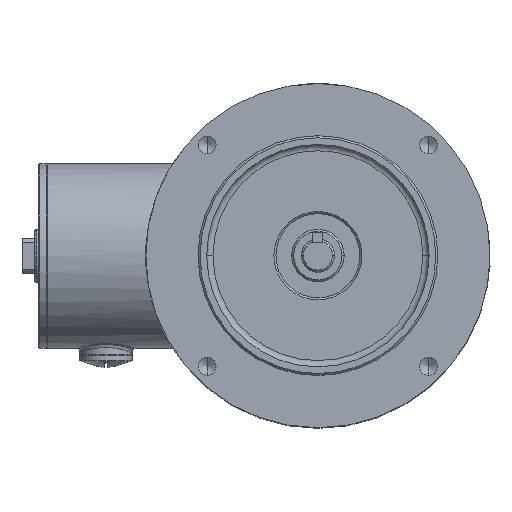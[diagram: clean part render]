
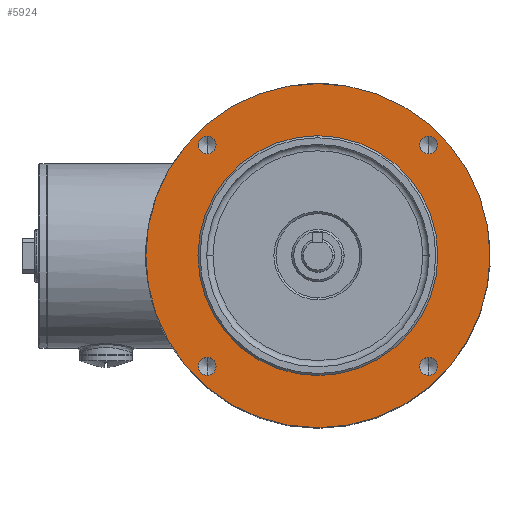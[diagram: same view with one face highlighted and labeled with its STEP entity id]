
A CAD part, top view. The second image highlights one B-rep face of the part: STEP entity #5924.
In plain terms, the highlighted planar face has unit normal (0, 0, 1).
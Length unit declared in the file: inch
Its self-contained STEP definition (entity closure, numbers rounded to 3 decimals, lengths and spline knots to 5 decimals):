
#236 = DIRECTION ( 'NONE',  ( 0., 1., 0. ) ) ;
#348 = DIRECTION ( 'NONE',  ( 0., 1., 0. ) ) ;
#741 = CIRCLE ( 'NONE', #10215, 2.25 ) ;
#1033 = DIRECTION ( 'NONE',  ( 0., 0., 1. ) ) ;
#1238 = EDGE_CURVE ( 'NONE', #10141, #9554, #25860, .T. ) ;
#1737 = EDGE_CURVE ( 'NONE', #21152, #4292, #741, .T. ) ;
#1982 = CARTESIAN_POINT ( 'NONE',  ( 2.07678, 2.2441, 0. ) ) ;
#2142 = DIRECTION ( 'NONE',  ( 0., 0., 1. ) ) ;
#2223 = EDGE_CURVE ( 'NONE', #4292, #21152, #16363, .T. ) ;
#2407 = AXIS2_PLACEMENT_3D ( 'NONE', #25765, #3223, #7286 ) ;
#2725 = CARTESIAN_POINT ( 'NONE',  ( 2.07678, 1.90946, 0. ) ) ;
#3175 = FACE_BOUND ( 'NONE', #15970, .T. ) ;
#3223 = DIRECTION ( 'NONE',  ( 0., 0., 1. ) ) ;
#3424 = CARTESIAN_POINT ( 'NONE',  ( 0., -2.25, 0. ) ) ;
#3720 = FACE_BOUND ( 'NONE', #21762, .T. ) ;
#4292 = VERTEX_POINT ( 'NONE', #3424 ) ;
#4961 = ORIENTED_EDGE ( 'NONE', *, *, #2223, .F. ) ;
#5122 = DIRECTION ( 'NONE',  ( 0., 1., 0. ) ) ;
#5455 = EDGE_LOOP ( 'NONE', ( #18952, #17903 ) ) ;
#5484 = FACE_OUTER_BOUND ( 'NONE', #8185, .T. ) ;
#5551 = CARTESIAN_POINT ( 'NONE',  ( -2.07678, -2.07678, 0. ) ) ;
#5620 = FACE_BOUND ( 'NONE', #6584, .T. ) ;
#5924 = ADVANCED_FACE ( 'NONE', ( #3720, #22063, #5620, #3175, #24092, #5484 ), #23956, .F. ) ;
#6111 = CIRCLE ( 'NONE', #21285, 0.16732 ) ;
#6371 = ORIENTED_EDGE ( 'NONE', *, *, #12840, .F. ) ;
#6403 = DIRECTION ( 'NONE',  ( 0., 0., 1. ) ) ;
#6430 = ORIENTED_EDGE ( 'NONE', *, *, #1238, .F. ) ;
#6497 = EDGE_CURVE ( 'NONE', #10786, #13662, #20331, .T. ) ;
#6532 = CARTESIAN_POINT ( 'NONE',  ( 2.07678, -2.07678, 0. ) ) ;
#6556 = CARTESIAN_POINT ( 'NONE',  ( -2.07678, 2.07678, 0. ) ) ;
#6584 = EDGE_LOOP ( 'NONE', ( #22029, #11663 ) ) ;
#6622 = DIRECTION ( 'NONE',  ( 0., 1., 0. ) ) ;
#6724 = CIRCLE ( 'NONE', #21902, 0.16732 ) ;
#7026 = CARTESIAN_POINT ( 'NONE',  ( 0., 3.22835, 0. ) ) ;
#7153 = EDGE_CURVE ( 'NONE', #19374, #25543, #12548, .T. ) ;
#7202 = CARTESIAN_POINT ( 'NONE',  ( -2.07678, 2.07678, 0. ) ) ;
#7279 = CARTESIAN_POINT ( 'NONE',  ( -2.07678, -2.07678, 0. ) ) ;
#7286 = DIRECTION ( 'NONE',  ( 0., 1., 0. ) ) ;
#7509 = DIRECTION ( 'NONE',  ( 0., 0., -1. ) ) ;
#8170 = CARTESIAN_POINT ( 'NONE',  ( -2.07678, -1.90946, 0. ) ) ;
#8185 = EDGE_LOOP ( 'NONE', ( #6430, #8579 ) ) ;
#8219 = ORIENTED_EDGE ( 'NONE', *, *, #16043, .F. ) ;
#8579 = ORIENTED_EDGE ( 'NONE', *, *, #23154, .F. ) ;
#8908 = AXIS2_PLACEMENT_3D ( 'NONE', #24565, #17911, #11140 ) ;
#9371 = EDGE_CURVE ( 'NONE', #22752, #17567, #9563, .T. ) ;
#9434 = CARTESIAN_POINT ( 'NONE',  ( 0., -3.22835, 0. ) ) ;
#9554 = VERTEX_POINT ( 'NONE', #9434 ) ;
#9563 = CIRCLE ( 'NONE', #22162, 0.16732 ) ;
#9596 = CIRCLE ( 'NONE', #13069, 0.16732 ) ;
#10141 = VERTEX_POINT ( 'NONE', #7026 ) ;
#10215 = AXIS2_PLACEMENT_3D ( 'NONE', #24461, #15775, #19714 ) ;
#10786 = VERTEX_POINT ( 'NONE', #25717 ) ;
#11045 = CIRCLE ( 'NONE', #26238, 0.16732 ) ;
#11140 = DIRECTION ( 'NONE',  ( 0., 1., 0. ) ) ;
#11482 = DIRECTION ( 'NONE',  ( 0., 1., 0. ) ) ;
#11614 = EDGE_CURVE ( 'NONE', #13362, #17234, #6111, .T. ) ;
#11663 = ORIENTED_EDGE ( 'NONE', *, *, #9371, .F. ) ;
#12548 = CIRCLE ( 'NONE', #26872, 0.16732 ) ;
#12797 = CIRCLE ( 'NONE', #2407, 0.16732 ) ;
#12840 = EDGE_CURVE ( 'NONE', #17234, #13362, #9596, .T. ) ;
#13069 = AXIS2_PLACEMENT_3D ( 'NONE', #7279, #25509, #11482 ) ;
#13362 = VERTEX_POINT ( 'NONE', #8170 ) ;
#13483 = DIRECTION ( 'NONE',  ( 0., 0., -1. ) ) ;
#13524 = CARTESIAN_POINT ( 'NONE',  ( 2.07678, -2.2441, 0. ) ) ;
#13662 = VERTEX_POINT ( 'NONE', #17259 ) ;
#13993 = DIRECTION ( 'NONE',  ( 0., 0., 1. ) ) ;
#14610 = CARTESIAN_POINT ( 'NONE',  ( 2.07678, -1.90946, 0. ) ) ;
#15101 = AXIS2_PLACEMENT_3D ( 'NONE', #26406, #13483, #18260 ) ;
#15775 = DIRECTION ( 'NONE',  ( 0., 0., 1. ) ) ;
#15883 = CARTESIAN_POINT ( 'NONE',  ( 0., 2.25, 0. ) ) ;
#15970 = EDGE_LOOP ( 'NONE', ( #16842, #8219 ) ) ;
#16043 = EDGE_CURVE ( 'NONE', #13662, #10786, #6724, .T. ) ;
#16333 = CARTESIAN_POINT ( 'NONE',  ( -2.07678, -2.2441, 0. ) ) ;
#16363 = CIRCLE ( 'NONE', #8908, 2.25 ) ;
#16799 = DIRECTION ( 'NONE',  ( 0., 1., 0. ) ) ;
#16842 = ORIENTED_EDGE ( 'NONE', *, *, #6497, .F. ) ;
#16962 = CARTESIAN_POINT ( 'NONE',  ( 0., 0., 0. ) ) ;
#17234 = VERTEX_POINT ( 'NONE', #16333 ) ;
#17259 = CARTESIAN_POINT ( 'NONE',  ( -2.07678, 1.90946, 0. ) ) ;
#17567 = VERTEX_POINT ( 'NONE', #1982 ) ;
#17903 = ORIENTED_EDGE ( 'NONE', *, *, #23880, .F. ) ;
#17911 = DIRECTION ( 'NONE',  ( 0., 0., 1. ) ) ;
#18061 = ORIENTED_EDGE ( 'NONE', *, *, #1737, .F. ) ;
#18260 = DIRECTION ( 'NONE',  ( 0., -1., 0. ) ) ;
#18403 = DIRECTION ( 'NONE',  ( 0., 0., 1. ) ) ;
#18952 = ORIENTED_EDGE ( 'NONE', *, *, #7153, .F. ) ;
#19374 = VERTEX_POINT ( 'NONE', #14610 ) ;
#19629 = CARTESIAN_POINT ( 'NONE',  ( 2.07678, 2.07678, 0. ) ) ;
#19714 = DIRECTION ( 'NONE',  ( 0., 1., 0. ) ) ;
#20194 = EDGE_LOOP ( 'NONE', ( #18061, #4961 ) ) ;
#20331 = CIRCLE ( 'NONE', #26858, 0.16732 ) ;
#20901 = ORIENTED_EDGE ( 'NONE', *, *, #11614, .F. ) ;
#21026 = AXIS2_PLACEMENT_3D ( 'NONE', #16962, #25240, #6622 ) ;
#21152 = VERTEX_POINT ( 'NONE', #15883 ) ;
#21285 = AXIS2_PLACEMENT_3D ( 'NONE', #5551, #2142, #236 ) ;
#21762 = EDGE_LOOP ( 'NONE', ( #20901, #6371 ) ) ;
#21902 = AXIS2_PLACEMENT_3D ( 'NONE', #6556, #18403, #348 ) ;
#21919 = CARTESIAN_POINT ( 'NONE',  ( 0., 0., 0. ) ) ;
#22029 = ORIENTED_EDGE ( 'NONE', *, *, #23285, .F. ) ;
#22063 = FACE_BOUND ( 'NONE', #5455, .T. ) ;
#22162 = AXIS2_PLACEMENT_3D ( 'NONE', #19629, #1033, #25618 ) ;
#22752 = VERTEX_POINT ( 'NONE', #2725 ) ;
#23154 = EDGE_CURVE ( 'NONE', #9554, #10141, #24041, .T. ) ;
#23285 = EDGE_CURVE ( 'NONE', #17567, #22752, #12797, .T. ) ;
#23313 = DIRECTION ( 'NONE',  ( 0., 0., 1. ) ) ;
#23880 = EDGE_CURVE ( 'NONE', #25543, #19374, #11045, .T. ) ;
#23956 = PLANE ( 'NONE',  #15101 ) ;
#23959 = DIRECTION ( 'NONE',  ( 0., 1., 0. ) ) ;
#24041 = CIRCLE ( 'NONE', #21026, 3.22835 ) ;
#24092 = FACE_BOUND ( 'NONE', #20194, .T. ) ;
#24461 = CARTESIAN_POINT ( 'NONE',  ( 0., 0., 0. ) ) ;
#24565 = CARTESIAN_POINT ( 'NONE',  ( 0., 0., 0. ) ) ;
#25206 = CARTESIAN_POINT ( 'NONE',  ( 2.07678, -2.07678, 0. ) ) ;
#25240 = DIRECTION ( 'NONE',  ( 0., 0., -1. ) ) ;
#25442 = AXIS2_PLACEMENT_3D ( 'NONE', #21919, #7509, #23959 ) ;
#25509 = DIRECTION ( 'NONE',  ( 0., 0., 1. ) ) ;
#25543 = VERTEX_POINT ( 'NONE', #13524 ) ;
#25618 = DIRECTION ( 'NONE',  ( 0., 1., 0. ) ) ;
#25717 = CARTESIAN_POINT ( 'NONE',  ( -2.07678, 2.2441, 0. ) ) ;
#25765 = CARTESIAN_POINT ( 'NONE',  ( 2.07678, 2.07678, 0. ) ) ;
#25860 = CIRCLE ( 'NONE', #25442, 3.22835 ) ;
#25956 = DIRECTION ( 'NONE',  ( 0., 1., 0. ) ) ;
#26238 = AXIS2_PLACEMENT_3D ( 'NONE', #6532, #6403, #5122 ) ;
#26406 = CARTESIAN_POINT ( 'NONE',  ( 0., 0., 0. ) ) ;
#26858 = AXIS2_PLACEMENT_3D ( 'NONE', #7202, #13993, #25956 ) ;
#26872 = AXIS2_PLACEMENT_3D ( 'NONE', #25206, #23313, #16799 ) ;
